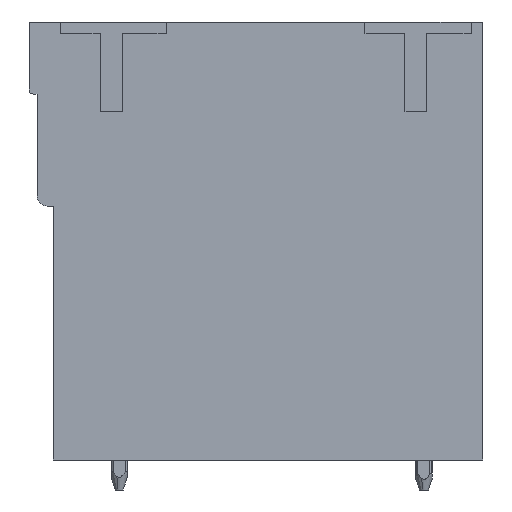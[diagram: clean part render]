
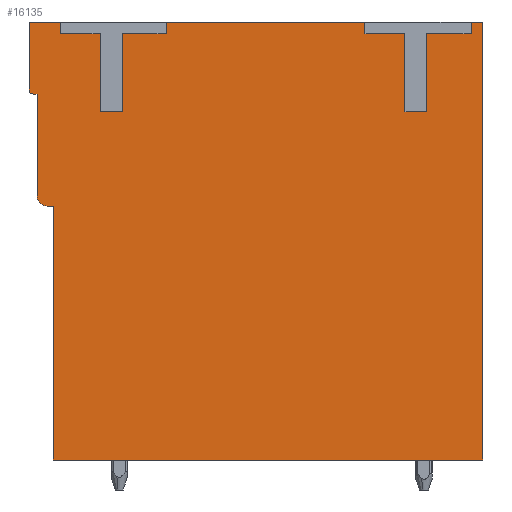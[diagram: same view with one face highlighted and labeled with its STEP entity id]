
A CAD part, left-side view. The second image highlights one B-rep face of the part: STEP entity #16135.
In plain terms, the highlighted planar face has unit normal (-1, 0, 0).
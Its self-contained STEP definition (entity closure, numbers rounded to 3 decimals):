
#14811=AXIS2_PLACEMENT_3D('Circle Axis2P3D',#14809,#14810,$) ;
#14883=AXIS2_PLACEMENT_3D('Circle Axis2P3D',#14881,#14882,$) ;
#16093=AXIS2_PLACEMENT_3D('Plane Axis2P3D',#16090,#16091,#16092) ;
#458=CARTESIAN_POINT('Vertex',(0.3,21.5,1.5)) ;
#461=CARTESIAN_POINT('Line Origine',(0.3,21.5,7.85)) ;
#465=CARTESIAN_POINT('Vertex',(0.3,21.5,14.2)) ;
#13449=CARTESIAN_POINT('Vertex',(0.3,5.9,23.4)) ;
#13452=CARTESIAN_POINT('Line Origine',(0.3,5.9,23.1)) ;
#13456=CARTESIAN_POINT('Vertex',(0.3,5.9,22.8)) ;
#13471=CARTESIAN_POINT('Line Origine',(0.3,4.9,22.8)) ;
#13475=CARTESIAN_POINT('Vertex',(0.3,3.9,22.8)) ;
#13490=CARTESIAN_POINT('Line Origine',(0.3,3.9,20.85)) ;
#13494=CARTESIAN_POINT('Vertex',(0.3,3.9,18.9)) ;
#13509=CARTESIAN_POINT('Line Origine',(0.3,3.35,18.9)) ;
#13513=CARTESIAN_POINT('Vertex',(0.3,2.8,18.9)) ;
#13528=CARTESIAN_POINT('Line Origine',(0.3,2.8,20.85)) ;
#13532=CARTESIAN_POINT('Vertex',(0.3,2.8,22.8)) ;
#13547=CARTESIAN_POINT('Line Origine',(0.3,1.7,22.8)) ;
#13551=CARTESIAN_POINT('Vertex',(0.3,0.6,22.8)) ;
#13566=CARTESIAN_POINT('Line Origine',(0.3,0.6,23.1)) ;
#13570=CARTESIAN_POINT('Vertex',(0.3,0.6,23.4)) ;
#13589=CARTESIAN_POINT('Vertex',(0.3,21.14,23.4)) ;
#13592=CARTESIAN_POINT('Line Origine',(0.3,21.14,23.1)) ;
#13596=CARTESIAN_POINT('Vertex',(0.3,21.14,22.8)) ;
#13611=CARTESIAN_POINT('Line Origine',(0.3,20.14,22.8)) ;
#13615=CARTESIAN_POINT('Vertex',(0.3,19.14,22.8)) ;
#13630=CARTESIAN_POINT('Line Origine',(0.3,19.14,20.85)) ;
#13634=CARTESIAN_POINT('Vertex',(0.3,19.14,18.9)) ;
#13649=CARTESIAN_POINT('Line Origine',(0.3,18.59,18.9)) ;
#13653=CARTESIAN_POINT('Vertex',(0.3,18.04,18.9)) ;
#13668=CARTESIAN_POINT('Line Origine',(0.3,18.04,20.85)) ;
#13672=CARTESIAN_POINT('Vertex',(0.3,18.04,22.8)) ;
#13687=CARTESIAN_POINT('Line Origine',(0.3,16.94,22.8)) ;
#13691=CARTESIAN_POINT('Vertex',(0.3,15.84,22.8)) ;
#13706=CARTESIAN_POINT('Line Origine',(0.3,15.84,23.1)) ;
#13710=CARTESIAN_POINT('Vertex',(0.3,15.84,23.4)) ;
#14785=CARTESIAN_POINT('Line Origine',(0.3,21.65,14.2)) ;
#14789=CARTESIAN_POINT('Vertex',(0.3,21.8,14.2)) ;
#14809=CARTESIAN_POINT('Axis2P3D Location',(0.3,21.8,14.7)) ;
#14813=CARTESIAN_POINT('Vertex',(0.3,22.3,14.7)) ;
#14833=CARTESIAN_POINT('Line Origine',(0.3,22.3,17.25)) ;
#14837=CARTESIAN_POINT('Vertex',(0.3,22.3,19.8)) ;
#14857=CARTESIAN_POINT('Line Origine',(0.3,22.4,19.8)) ;
#14861=CARTESIAN_POINT('Vertex',(0.3,22.5,19.8)) ;
#14881=CARTESIAN_POINT('Axis2P3D Location',(0.3,22.5,20.)) ;
#14885=CARTESIAN_POINT('Vertex',(0.3,22.7,20.)) ;
#14905=CARTESIAN_POINT('Line Origine',(0.3,22.7,21.7)) ;
#14909=CARTESIAN_POINT('Vertex',(0.3,22.7,23.4)) ;
#14929=CARTESIAN_POINT('Line Origine',(0.3,10.87,23.4)) ;
#14934=CARTESIAN_POINT('Line Origine',(0.3,0.3,23.4)) ;
#14938=CARTESIAN_POINT('Vertex',(0.3,0.,23.4)) ;
#14946=CARTESIAN_POINT('Line Origine',(0.3,21.92,23.4)) ;
#16090=CARTESIAN_POINT('Axis2P3D Location',(0.3,0.,0.)) ;
#16095=CARTESIAN_POINT('Line Origine',(0.3,10.75,1.5)) ;
#16099=CARTESIAN_POINT('Vertex',(0.3,0.,1.5)) ;
#16102=CARTESIAN_POINT('Line Origine',(0.3,0.,12.45)) ;
#462=DIRECTION('Vector Direction',(0.,0.,1.)) ;
#13453=DIRECTION('Vector Direction',(0.,0.,1.)) ;
#13472=DIRECTION('Vector Direction',(0.,1.,0.)) ;
#13491=DIRECTION('Vector Direction',(0.,0.,1.)) ;
#13510=DIRECTION('Vector Direction',(0.,1.,0.)) ;
#13529=DIRECTION('Vector Direction',(0.,0.,-1.)) ;
#13548=DIRECTION('Vector Direction',(0.,1.,0.)) ;
#13567=DIRECTION('Vector Direction',(0.,0.,-1.)) ;
#13593=DIRECTION('Vector Direction',(0.,0.,1.)) ;
#13612=DIRECTION('Vector Direction',(0.,1.,0.)) ;
#13631=DIRECTION('Vector Direction',(0.,0.,1.)) ;
#13650=DIRECTION('Vector Direction',(0.,1.,0.)) ;
#13669=DIRECTION('Vector Direction',(0.,0.,-1.)) ;
#13688=DIRECTION('Vector Direction',(0.,1.,0.)) ;
#13707=DIRECTION('Vector Direction',(0.,0.,-1.)) ;
#14786=DIRECTION('Vector Direction',(0.,1.,0.)) ;
#14810=DIRECTION('Axis2P3D Direction',(-1.,0.,0.)) ;
#14834=DIRECTION('Vector Direction',(0.,0.,1.)) ;
#14858=DIRECTION('Vector Direction',(0.,1.,0.)) ;
#14882=DIRECTION('Axis2P3D Direction',(-1.,0.,0.)) ;
#14906=DIRECTION('Vector Direction',(0.,0.,1.)) ;
#14930=DIRECTION('Vector Direction',(0.,-1.,0.)) ;
#14935=DIRECTION('Vector Direction',(0.,-1.,0.)) ;
#14947=DIRECTION('Vector Direction',(0.,-1.,0.)) ;
#16091=DIRECTION('Axis2P3D Direction',(-1.,0.,0.)) ;
#16092=DIRECTION('Axis2P3D XDirection',(0.,0.,1.)) ;
#16096=DIRECTION('Vector Direction',(0.,1.,0.)) ;
#16103=DIRECTION('Vector Direction',(0.,0.,-1.)) ;
#463=VECTOR('Line Direction',#462,1.) ;
#13454=VECTOR('Line Direction',#13453,1.) ;
#13473=VECTOR('Line Direction',#13472,1.) ;
#13492=VECTOR('Line Direction',#13491,1.) ;
#13511=VECTOR('Line Direction',#13510,1.) ;
#13530=VECTOR('Line Direction',#13529,1.) ;
#13549=VECTOR('Line Direction',#13548,1.) ;
#13568=VECTOR('Line Direction',#13567,1.) ;
#13594=VECTOR('Line Direction',#13593,1.) ;
#13613=VECTOR('Line Direction',#13612,1.) ;
#13632=VECTOR('Line Direction',#13631,1.) ;
#13651=VECTOR('Line Direction',#13650,1.) ;
#13670=VECTOR('Line Direction',#13669,1.) ;
#13689=VECTOR('Line Direction',#13688,1.) ;
#13708=VECTOR('Line Direction',#13707,1.) ;
#14787=VECTOR('Line Direction',#14786,1.) ;
#14835=VECTOR('Line Direction',#14834,1.) ;
#14859=VECTOR('Line Direction',#14858,1.) ;
#14907=VECTOR('Line Direction',#14906,1.) ;
#14931=VECTOR('Line Direction',#14930,1.) ;
#14936=VECTOR('Line Direction',#14935,1.) ;
#14948=VECTOR('Line Direction',#14947,1.) ;
#16097=VECTOR('Line Direction',#16096,1.) ;
#16104=VECTOR('Line Direction',#16103,1.) ;
#16108=ORIENTED_EDGE('',*,*,#14933,.T.) ;
#16109=ORIENTED_EDGE('',*,*,#13712,.F.) ;
#16110=ORIENTED_EDGE('',*,*,#13693,.F.) ;
#16111=ORIENTED_EDGE('',*,*,#13674,.F.) ;
#16112=ORIENTED_EDGE('',*,*,#13655,.F.) ;
#16113=ORIENTED_EDGE('',*,*,#13636,.F.) ;
#16114=ORIENTED_EDGE('',*,*,#13617,.F.) ;
#16115=ORIENTED_EDGE('',*,*,#13598,.F.) ;
#16116=ORIENTED_EDGE('',*,*,#14950,.T.) ;
#16117=ORIENTED_EDGE('',*,*,#14911,.T.) ;
#16118=ORIENTED_EDGE('',*,*,#14887,.T.) ;
#16119=ORIENTED_EDGE('',*,*,#14863,.T.) ;
#16120=ORIENTED_EDGE('',*,*,#14839,.T.) ;
#16121=ORIENTED_EDGE('',*,*,#14815,.T.) ;
#16122=ORIENTED_EDGE('',*,*,#14791,.T.) ;
#16123=ORIENTED_EDGE('',*,*,#467,.T.) ;
#16124=ORIENTED_EDGE('',*,*,#16101,.T.) ;
#16125=ORIENTED_EDGE('',*,*,#16106,.T.) ;
#16126=ORIENTED_EDGE('',*,*,#14940,.T.) ;
#16127=ORIENTED_EDGE('',*,*,#13572,.F.) ;
#16128=ORIENTED_EDGE('',*,*,#13553,.F.) ;
#16129=ORIENTED_EDGE('',*,*,#13534,.F.) ;
#16130=ORIENTED_EDGE('',*,*,#13515,.F.) ;
#16131=ORIENTED_EDGE('',*,*,#13496,.F.) ;
#16132=ORIENTED_EDGE('',*,*,#13477,.F.) ;
#16133=ORIENTED_EDGE('',*,*,#13458,.F.) ;
#16135=ADVANCED_FACE('HOUSING',(#16134),#16094,.T.) ;
#14812=CIRCLE('generated circle',#14811,0.5) ;
#14884=CIRCLE('generated circle',#14883,0.2) ;
#467=EDGE_CURVE('',#466,#459,#464,.F.) ;
#13458=EDGE_CURVE('',#13450,#13457,#13455,.F.) ;
#13477=EDGE_CURVE('',#13457,#13476,#13474,.F.) ;
#13496=EDGE_CURVE('',#13476,#13495,#13493,.F.) ;
#13515=EDGE_CURVE('',#13495,#13514,#13512,.F.) ;
#13534=EDGE_CURVE('',#13514,#13533,#13531,.F.) ;
#13553=EDGE_CURVE('',#13533,#13552,#13550,.F.) ;
#13572=EDGE_CURVE('',#13552,#13571,#13569,.F.) ;
#13598=EDGE_CURVE('',#13590,#13597,#13595,.F.) ;
#13617=EDGE_CURVE('',#13597,#13616,#13614,.F.) ;
#13636=EDGE_CURVE('',#13616,#13635,#13633,.F.) ;
#13655=EDGE_CURVE('',#13635,#13654,#13652,.F.) ;
#13674=EDGE_CURVE('',#13654,#13673,#13671,.F.) ;
#13693=EDGE_CURVE('',#13673,#13692,#13690,.F.) ;
#13712=EDGE_CURVE('',#13692,#13711,#13709,.F.) ;
#14791=EDGE_CURVE('',#14790,#466,#14788,.F.) ;
#14815=EDGE_CURVE('',#14814,#14790,#14812,.T.) ;
#14839=EDGE_CURVE('',#14838,#14814,#14836,.F.) ;
#14863=EDGE_CURVE('',#14862,#14838,#14860,.F.) ;
#14887=EDGE_CURVE('',#14886,#14862,#14884,.T.) ;
#14911=EDGE_CURVE('',#14910,#14886,#14908,.F.) ;
#14933=EDGE_CURVE('',#13450,#13711,#14932,.F.) ;
#14940=EDGE_CURVE('',#14939,#13571,#14937,.F.) ;
#14950=EDGE_CURVE('',#13590,#14910,#14949,.F.) ;
#16101=EDGE_CURVE('',#459,#16100,#16098,.F.) ;
#16106=EDGE_CURVE('',#16100,#14939,#16105,.F.) ;
#16107=EDGE_LOOP('',(#16108,#16109,#16110,#16111,#16112,#16113,#16114,#16115,#16116,#16117,#16118,#16119,#16120,#16121,#16122,#16123,#16124,#16125,#16126,#16127,#16128,#16129,#16130,#16131,#16132,#16133)) ;
#16134=FACE_OUTER_BOUND('',#16107,.T.) ;
#464=LINE('Line',#461,#463) ;
#13455=LINE('Line',#13452,#13454) ;
#13474=LINE('Line',#13471,#13473) ;
#13493=LINE('Line',#13490,#13492) ;
#13512=LINE('Line',#13509,#13511) ;
#13531=LINE('Line',#13528,#13530) ;
#13550=LINE('Line',#13547,#13549) ;
#13569=LINE('Line',#13566,#13568) ;
#13595=LINE('Line',#13592,#13594) ;
#13614=LINE('Line',#13611,#13613) ;
#13633=LINE('Line',#13630,#13632) ;
#13652=LINE('Line',#13649,#13651) ;
#13671=LINE('Line',#13668,#13670) ;
#13690=LINE('Line',#13687,#13689) ;
#13709=LINE('Line',#13706,#13708) ;
#14788=LINE('Line',#14785,#14787) ;
#14836=LINE('Line',#14833,#14835) ;
#14860=LINE('Line',#14857,#14859) ;
#14908=LINE('Line',#14905,#14907) ;
#14932=LINE('Line',#14929,#14931) ;
#14937=LINE('Line',#14934,#14936) ;
#14949=LINE('Line',#14946,#14948) ;
#16098=LINE('Line',#16095,#16097) ;
#16105=LINE('Line',#16102,#16104) ;
#16094=PLANE('',#16093) ;
#459=VERTEX_POINT('',#458) ;
#466=VERTEX_POINT('',#465) ;
#13450=VERTEX_POINT('',#13449) ;
#13457=VERTEX_POINT('',#13456) ;
#13476=VERTEX_POINT('',#13475) ;
#13495=VERTEX_POINT('',#13494) ;
#13514=VERTEX_POINT('',#13513) ;
#13533=VERTEX_POINT('',#13532) ;
#13552=VERTEX_POINT('',#13551) ;
#13571=VERTEX_POINT('',#13570) ;
#13590=VERTEX_POINT('',#13589) ;
#13597=VERTEX_POINT('',#13596) ;
#13616=VERTEX_POINT('',#13615) ;
#13635=VERTEX_POINT('',#13634) ;
#13654=VERTEX_POINT('',#13653) ;
#13673=VERTEX_POINT('',#13672) ;
#13692=VERTEX_POINT('',#13691) ;
#13711=VERTEX_POINT('',#13710) ;
#14790=VERTEX_POINT('',#14789) ;
#14814=VERTEX_POINT('',#14813) ;
#14838=VERTEX_POINT('',#14837) ;
#14862=VERTEX_POINT('',#14861) ;
#14886=VERTEX_POINT('',#14885) ;
#14910=VERTEX_POINT('',#14909) ;
#14939=VERTEX_POINT('',#14938) ;
#16100=VERTEX_POINT('',#16099) ;
